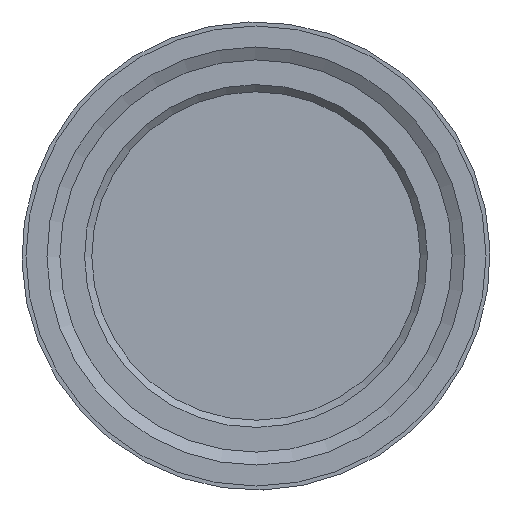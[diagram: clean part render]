
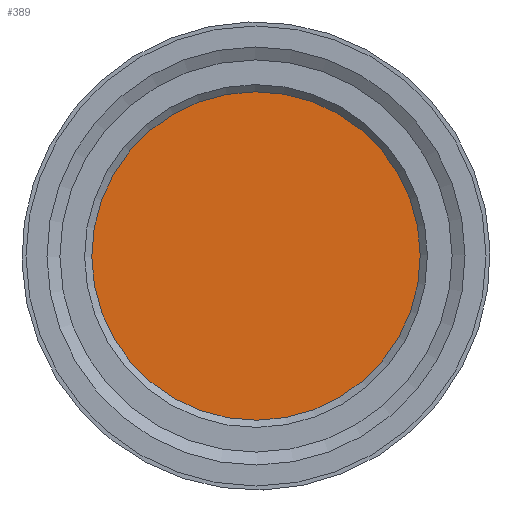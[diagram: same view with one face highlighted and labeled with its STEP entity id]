
A CAD part, left-side view. The second image highlights one B-rep face of the part: STEP entity #389.
In plain terms, the highlighted planar face has unit normal (-1, 0, 0).
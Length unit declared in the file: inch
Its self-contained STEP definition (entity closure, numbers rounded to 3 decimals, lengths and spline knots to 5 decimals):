
#31 = CARTESIAN_POINT ( 'NONE',  ( -41.59748, -4.4255, 0. ) ) ;
#32 = DIRECTION ( 'NONE',  ( -1., 0., 0. ) ) ;
#33 = DIRECTION ( 'NONE',  ( 0., -1., 0.004 ) ) ;
#96 = CARTESIAN_POINT ( 'NONE',  ( -41.59748, -5.86048, 0.00612 ) ) ;
#154 = CARTESIAN_POINT ( 'NONE',  ( -41.59748, -4.4255, 0. ) ) ;
#155 = PLANE ( 'NONE',  #756 ) ;
#158 = DIRECTION ( 'NONE',  ( -1., 0., 0. ) ) ;
#159 = DIRECTION ( 'NONE',  ( 0., 0., 1. ) ) ;
#256 = ORIENTED_EDGE ( 'NONE', *, *, #779, .T. ) ;
#365 = EDGE_LOOP ( 'NONE', ( #256 ) ) ;
#389 = ADVANCED_FACE ( 'NONE', ( #486 ), #155, .T. ) ;
#486 = FACE_OUTER_BOUND ( 'NONE', #365, .T. ) ;
#557 = CIRCLE ( 'NONE', #720, 1.435 ) ;
#591 = VERTEX_POINT ( 'NONE', #96 ) ;
#720 = AXIS2_PLACEMENT_3D ( 'NONE', #31, #32, #33 ) ;
#756 = AXIS2_PLACEMENT_3D ( 'NONE', #154, #158, #159 ) ;
#779 = EDGE_CURVE ( 'NONE', #591, #591, #557, .T. ) ;
